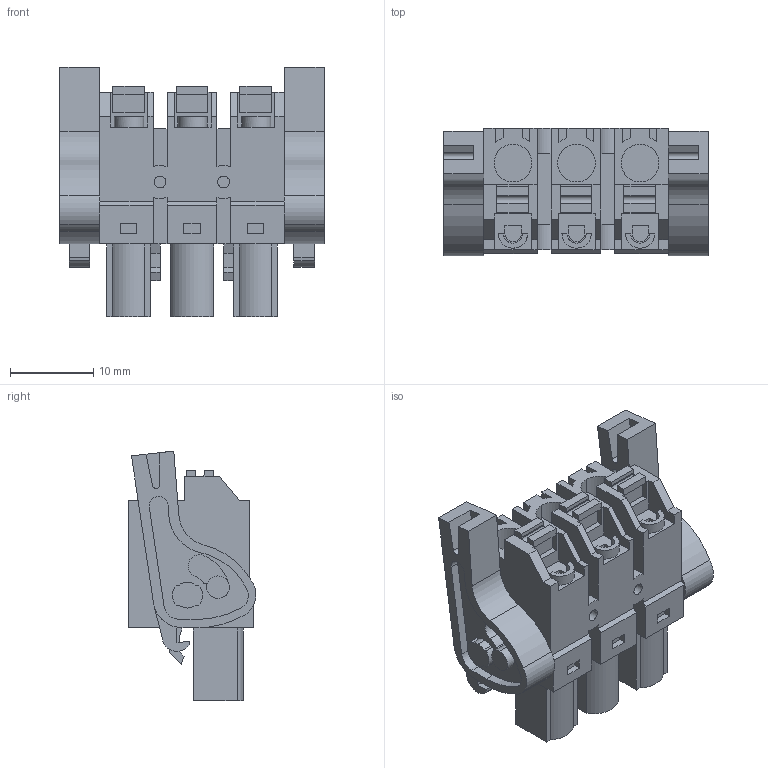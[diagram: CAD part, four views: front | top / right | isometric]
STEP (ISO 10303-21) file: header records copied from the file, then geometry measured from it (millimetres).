
FILE_DESCRIPTION(('CATIA V5 STEP Exchange','CAx-IF Rec.Pracs.--- Model Styling and Organization---1.2---2011-12-15'),'2;1');
FILE_NAME ('D1447631_0_1044000000_1044000000.stp','2017-04-08T10:37:12+00:00',('none'),('Weidmueller'),'CATIA Version 5-6 Release 2014','CATIA V5 STEP AP214','none');
FILE_SCHEMA(('AUTOMOTIVE_DESIGN { 1 0 10303 214 1 1 1 1 }'));
Length unit declared in the file: millimetre
Products named in the file (1): 1044000000
Bounding box: 31.68 x 15.31 x 29.96 mm (x, y, z)
Volume: 6429.7 mm3; surface area: 5412.1 mm2
Topology: 6 solids, 6 shells, 429 faces, 1176 edges, 796 vertices
Faces by surface type: plane 308, cylinder 119, extrusion 2
Entity records: 13084 total; most frequent: CARTESIAN_POINT 2435, ORIENTED_EDGE 2352, DIRECTION 1714, EDGE_CURVE 1176, VECTOR 888, LINE 886, VERTEX_POINT 796, AXIS2_PLACEMENT_3D 544
